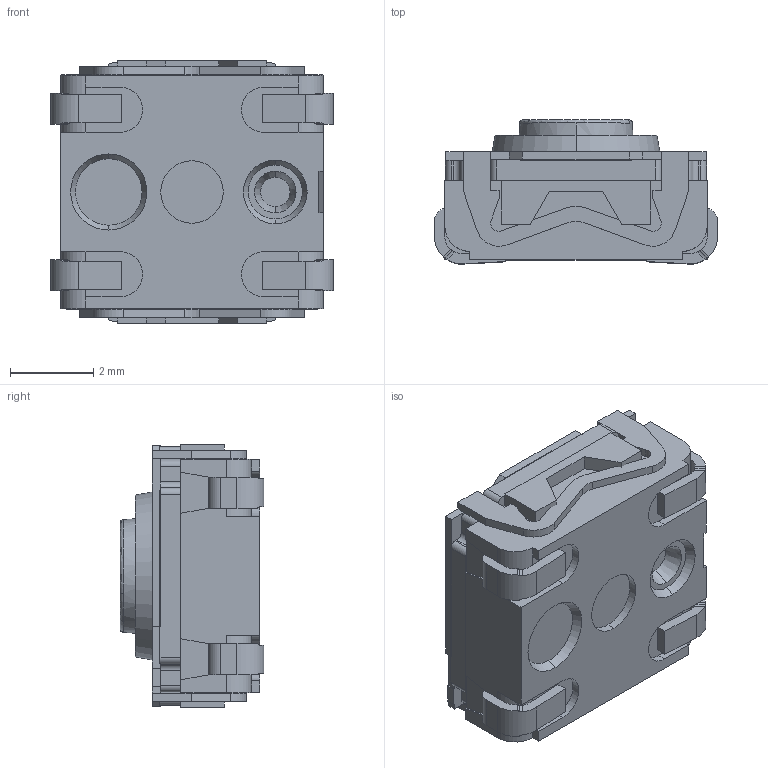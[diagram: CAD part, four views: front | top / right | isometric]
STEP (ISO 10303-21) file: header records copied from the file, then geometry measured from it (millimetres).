
FILE_DESCRIPTION (( 'STEP AP214' ), '1' );
FILE_NAME ('KSC3J.STEP', '2021-02-01T14:31:50', ( '' ), ( '' ), 'SwSTEP 2.0', 'SolidWorks 2018', '' );
FILE_SCHEMA (( 'AUTOMOTIVE_DESIGN' ));
Length unit declared in the file: millimetre
Products named in the file (5): KSC3J; KSC321JLFS_8; KSC321JLFS_3; KSC321JLFS_12; KSC321JLFS_10
Assembly tree (7 placements, depth 2):
  KSC3J
    KSC321JLFS_3  x4
    KSC321JLFS_8
    KSC321JLFS_10
    KSC321JLFS_12
Bounding box: 6.8 x 3.46 x 6.3 mm (x, y, z)
Volume: 101 mm3; surface area: 338.4 mm2
Topology: 7 solids, 7 shells, 283 faces, 789 edges, 522 vertices
Faces by surface type: plane 203, cylinder 66, cone 12, torus 2
Entity records: 10128 total; most frequent: CARTESIAN_POINT 1368, ORIENTED_EDGE 1290, DIRECTION 1227, EDGE_CURVE 645, LINE 521, VECTOR 521, VERTEX_POINT 426, AXIS2_PLACEMENT_3D 353
